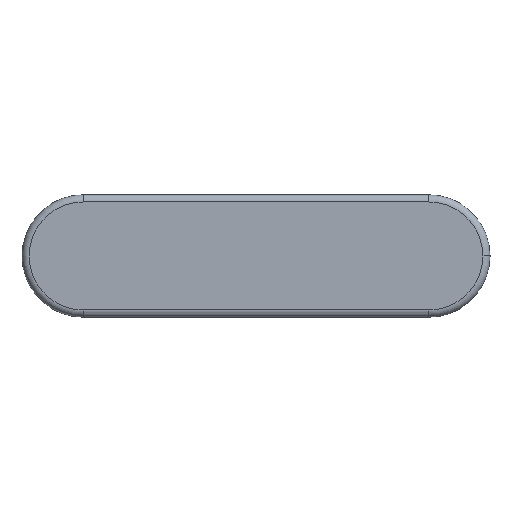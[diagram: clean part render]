
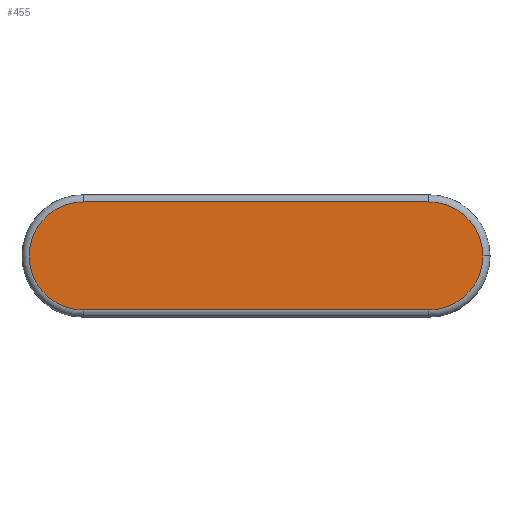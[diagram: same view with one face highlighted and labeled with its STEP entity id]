
A CAD part, top view. The second image highlights one B-rep face of the part: STEP entity #455.
In plain terms, the highlighted planar face has unit normal (0, 0, 1).
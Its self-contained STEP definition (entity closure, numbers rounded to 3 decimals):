
#4 = CARTESIAN_POINT ( 'NONE',  ( -12., 3.75, 1.5 ) ) ;
#11 = CARTESIAN_POINT ( 'NONE',  ( 12., 0., 1.5 ) ) ;
#31 = AXIS2_PLACEMENT_3D ( 'NONE', #11, #219, #414 ) ;
#104 = CARTESIAN_POINT ( 'NONE',  ( -12., 3.75, 1.5 ) ) ;
#127 = EDGE_CURVE ( 'NONE', #338, #949, #1027, .T. ) ;
#180 = EDGE_CURVE ( 'NONE', #969, #338, #721, .T. ) ;
#182 = CARTESIAN_POINT ( 'NONE',  ( 12., -3.75, 1.5 ) ) ;
#195 = CARTESIAN_POINT ( 'NONE',  ( -12., -3.75, 1.5 ) ) ;
#202 = DIRECTION ( 'NONE',  ( 0., 0., 1. ) ) ;
#203 = DIRECTION ( 'NONE',  ( 1., 0., 0. ) ) ;
#206 = AXIS2_PLACEMENT_3D ( 'NONE', #991, #999, #988 ) ;
#219 = DIRECTION ( 'NONE',  ( 0., 0., 1. ) ) ;
#221 = DIRECTION ( 'NONE',  ( -1., 0., 0. ) ) ;
#254 = CARTESIAN_POINT ( 'NONE',  ( 12., 0., 1.5 ) ) ;
#331 = VERTEX_POINT ( 'NONE', #747 ) ;
#338 = VERTEX_POINT ( 'NONE', #195 ) ;
#354 = AXIS2_PLACEMENT_3D ( 'NONE', #963, #1031, #412 ) ;
#364 = VECTOR ( 'NONE', #582, 1000. ) ;
#412 = DIRECTION ( 'NONE',  ( 1., 0., 0. ) ) ;
#414 = DIRECTION ( 'NONE',  ( 1., 0., 0. ) ) ;
#421 = LINE ( 'NONE', #104, #447 ) ;
#447 = VECTOR ( 'NONE', #221, 1000. ) ;
#455 = ADVANCED_FACE ( 'NONE', ( #605 ), #474, .T. ) ;
#474 = PLANE ( 'NONE',  #31 ) ;
#483 = ORIENTED_EDGE ( 'NONE', *, *, #708, .T. ) ;
#509 = CARTESIAN_POINT ( 'NONE',  ( 12., -3.75, 1.5 ) ) ;
#539 = ORIENTED_EDGE ( 'NONE', *, *, #127, .T. ) ;
#578 = CIRCLE ( 'NONE', #206, 3.75 ) ;
#582 = DIRECTION ( 'NONE',  ( 1., 0., 0. ) ) ;
#583 = EDGE_CURVE ( 'NONE', #1043, #331, #578, .T. ) ;
#605 = FACE_OUTER_BOUND ( 'NONE', #693, .T. ) ;
#643 = CIRCLE ( 'NONE', #856, 3.75 ) ;
#693 = EDGE_LOOP ( 'NONE', ( #483, #922, #865, #787, #539 ) ) ;
#699 = EDGE_CURVE ( 'NONE', #331, #969, #421, .T. ) ;
#708 = EDGE_CURVE ( 'NONE', #949, #1043, #643, .T. ) ;
#721 = CIRCLE ( 'NONE', #354, 3.75 ) ;
#747 = CARTESIAN_POINT ( 'NONE',  ( 12., 3.75, 1.5 ) ) ;
#787 = ORIENTED_EDGE ( 'NONE', *, *, #180, .T. ) ;
#856 = AXIS2_PLACEMENT_3D ( 'NONE', #254, #202, #203 ) ;
#865 = ORIENTED_EDGE ( 'NONE', *, *, #699, .T. ) ;
#922 = ORIENTED_EDGE ( 'NONE', *, *, #583, .T. ) ;
#949 = VERTEX_POINT ( 'NONE', #182 ) ;
#963 = CARTESIAN_POINT ( 'NONE',  ( -12., 0., 1.5 ) ) ;
#969 = VERTEX_POINT ( 'NONE', #4 ) ;
#988 = DIRECTION ( 'NONE',  ( 1., 0., 0. ) ) ;
#991 = CARTESIAN_POINT ( 'NONE',  ( 12., 0., 1.5 ) ) ;
#999 = DIRECTION ( 'NONE',  ( 0., 0., 1. ) ) ;
#1027 = LINE ( 'NONE', #509, #364 ) ;
#1031 = DIRECTION ( 'NONE',  ( 0., 0., 1. ) ) ;
#1039 = CARTESIAN_POINT ( 'NONE',  ( 15.75, 0., 1.5 ) ) ;
#1043 = VERTEX_POINT ( 'NONE', #1039 ) ;
